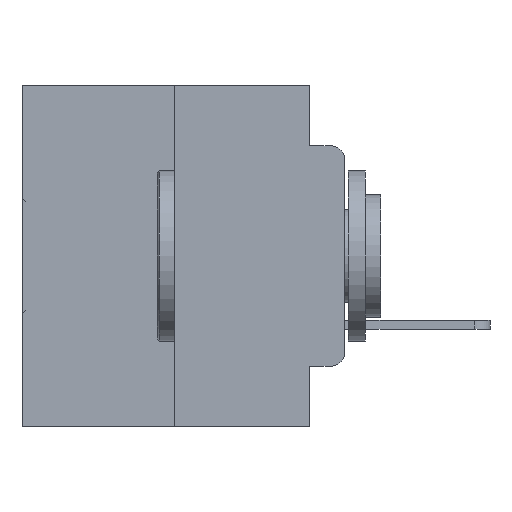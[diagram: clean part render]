
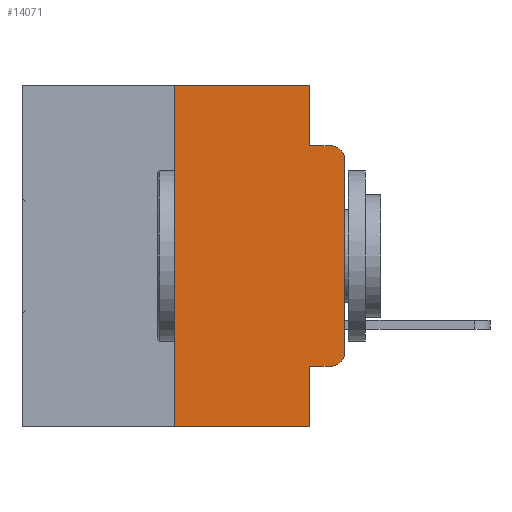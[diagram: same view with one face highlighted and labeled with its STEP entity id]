
A CAD part, left-side view. The second image highlights one B-rep face of the part: STEP entity #14071.
In plain terms, the highlighted planar face has unit normal (-1, 0, 0).
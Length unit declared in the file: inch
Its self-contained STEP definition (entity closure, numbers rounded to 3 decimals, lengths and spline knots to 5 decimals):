
#67 = CARTESIAN_POINT ( 'NONE',  ( 0., 0.02, -0.0885 ) ) ;
#82 = ORIENTED_EDGE ( 'NONE', *, *, #26202, .F. ) ;
#416 = CARTESIAN_POINT ( 'NONE',  ( 0., 0.051, 0. ) ) ;
#417 = EDGE_LOOP ( 'NONE', ( #5411, #7282, #5475, #5978, #5809, #5585, #7712, #82, #3379, #8146 ) ) ;
#450 = CARTESIAN_POINT ( 'NONE',  ( 0., 0.25, -0.5 ) ) ;
#1221 = VERTEX_POINT ( 'NONE', #14134 ) ;
#1477 = VERTEX_POINT ( 'NONE', #416 ) ;
#1816 = DIRECTION ( 'NONE',  ( 1., 0., 0. ) ) ;
#3379 = ORIENTED_EDGE ( 'NONE', *, *, #16684, .T. ) ;
#3977 = EDGE_CURVE ( 'NONE', #9594, #27088, #12919, .T. ) ;
#4326 = CARTESIAN_POINT ( 'NONE',  ( 0., 0.02, -0.1085 ) ) ;
#5356 = EDGE_CURVE ( 'NONE', #9594, #1221, #7563, .T. ) ;
#5411 = ORIENTED_EDGE ( 'NONE', *, *, #31546, .T. ) ;
#5475 = ORIENTED_EDGE ( 'NONE', *, *, #24126, .F. ) ;
#5585 = ORIENTED_EDGE ( 'NONE', *, *, #3977, .F. ) ;
#5809 = ORIENTED_EDGE ( 'NONE', *, *, #19850, .F. ) ;
#5924 = LINE ( 'NONE', #20513, #24939 ) ;
#5978 = ORIENTED_EDGE ( 'NONE', *, *, #12728, .F. ) ;
#6305 = LINE ( 'NONE', #24173, #11591 ) ;
#6815 = DIRECTION ( 'NONE',  ( 0., 0., -1. ) ) ;
#6860 = VECTOR ( 'NONE', #26365, 39.37008 ) ;
#7005 = DIRECTION ( 'NONE',  ( 0., 0., -1. ) ) ;
#7070 = CIRCLE ( 'NONE', #26726, 0.02 ) ;
#7282 = ORIENTED_EDGE ( 'NONE', *, *, #25637, .T. ) ;
#7563 = LINE ( 'NONE', #17710, #26312 ) ;
#7712 = ORIENTED_EDGE ( 'NONE', *, *, #5356, .T. ) ;
#7984 = CARTESIAN_POINT ( 'NONE',  ( 0., 0., -0.3915 ) ) ;
#8035 = DIRECTION ( 'NONE',  ( 0., 0., 1. ) ) ;
#8146 = ORIENTED_EDGE ( 'NONE', *, *, #15052, .T. ) ;
#8501 = CARTESIAN_POINT ( 'NONE',  ( 0., 0.051, -0.4115 ) ) ;
#9360 = CARTESIAN_POINT ( 'NONE',  ( 0., 0.25, 0. ) ) ;
#9594 = VERTEX_POINT ( 'NONE', #450 ) ;
#10492 = DIRECTION ( 'NONE',  ( 0., -1., 0. ) ) ;
#11251 = VECTOR ( 'NONE', #13943, 39.37008 ) ;
#11548 = VERTEX_POINT ( 'NONE', #8501 ) ;
#11591 = VECTOR ( 'NONE', #6815, 39.37008 ) ;
#12062 = LINE ( 'NONE', #23571, #11251 ) ;
#12287 = VECTOR ( 'NONE', #10492, 39.37008 ) ;
#12728 = EDGE_CURVE ( 'NONE', #1477, #14148, #6305, .T. ) ;
#12881 = CARTESIAN_POINT ( 'NONE',  ( 0., 0.02, -0.3915 ) ) ;
#12919 = LINE ( 'NONE', #9360, #6860 ) ;
#13088 = LINE ( 'NONE', #22768, #12287 ) ;
#13943 = DIRECTION ( 'NONE',  ( 0., -1., 0. ) ) ;
#14071 = ADVANCED_FACE ( 'NONE', ( #30473 ), #14825, .F. ) ;
#14134 = CARTESIAN_POINT ( 'NONE',  ( 0., 0.051, -0.5 ) ) ;
#14148 = VERTEX_POINT ( 'NONE', #22451 ) ;
#14229 = VERTEX_POINT ( 'NONE', #7984 ) ;
#14825 = PLANE ( 'NONE',  #27994 ) ;
#15052 = EDGE_CURVE ( 'NONE', #27092, #14229, #7070, .T. ) ;
#15126 = VERTEX_POINT ( 'NONE', #67 ) ;
#15416 = DIRECTION ( 'NONE',  ( 0., 0., -1. ) ) ;
#16178 = CARTESIAN_POINT ( 'NONE',  ( 0., 0.051, -0.4115 ) ) ;
#16684 = EDGE_CURVE ( 'NONE', #11548, #27092, #30909, .T. ) ;
#17566 = VERTEX_POINT ( 'NONE', #26574 ) ;
#17710 = CARTESIAN_POINT ( 'NONE',  ( 0., 0.473, -0.5 ) ) ;
#17918 = CARTESIAN_POINT ( 'NONE',  ( 0., 0.25, 0. ) ) ;
#18480 = DIRECTION ( 'NONE',  ( 0., 0., -1. ) ) ;
#18731 = VECTOR ( 'NONE', #30080, 39.37008 ) ;
#19746 = DIRECTION ( 'NONE',  ( 0., 0., -1. ) ) ;
#19850 = EDGE_CURVE ( 'NONE', #27088, #1477, #13088, .T. ) ;
#20513 = CARTESIAN_POINT ( 'NONE',  ( 0., 0., 0. ) ) ;
#21988 = DIRECTION ( 'NONE',  ( -1., 0., 0. ) ) ;
#22451 = CARTESIAN_POINT ( 'NONE',  ( 0., 0.051, -0.0885 ) ) ;
#22745 = CARTESIAN_POINT ( 'NONE',  ( 0., 0.02, -0.4115 ) ) ;
#22768 = CARTESIAN_POINT ( 'NONE',  ( 0., 0.473, 0. ) ) ;
#23298 = VECTOR ( 'NONE', #18480, 39.37008 ) ;
#23571 = CARTESIAN_POINT ( 'NONE',  ( 0., 0.051, -0.0885 ) ) ;
#24126 = EDGE_CURVE ( 'NONE', #14148, #15126, #12062, .T. ) ;
#24173 = CARTESIAN_POINT ( 'NONE',  ( 0., 0.051, 0. ) ) ;
#24893 = DIRECTION ( 'NONE',  ( 0., -1., 0. ) ) ;
#24939 = VECTOR ( 'NONE', #8035, 39.37008 ) ;
#25500 = CARTESIAN_POINT ( 'NONE',  ( 0., 0.051, 0. ) ) ;
#25637 = EDGE_CURVE ( 'NONE', #17566, #15126, #31689, .T. ) ;
#26202 = EDGE_CURVE ( 'NONE', #11548, #1221, #29960, .T. ) ;
#26312 = VECTOR ( 'NONE', #24893, 39.37008 ) ;
#26365 = DIRECTION ( 'NONE',  ( 0., 0., 1. ) ) ;
#26574 = CARTESIAN_POINT ( 'NONE',  ( 0., 0., -0.1085 ) ) ;
#26726 = AXIS2_PLACEMENT_3D ( 'NONE', #12881, #29394, #15416 ) ;
#27088 = VERTEX_POINT ( 'NONE', #17918 ) ;
#27092 = VERTEX_POINT ( 'NONE', #22745 ) ;
#27456 = AXIS2_PLACEMENT_3D ( 'NONE', #4326, #21988, #7005 ) ;
#27994 = AXIS2_PLACEMENT_3D ( 'NONE', #31081, #1816, #19746 ) ;
#29394 = DIRECTION ( 'NONE',  ( -1., 0., 0. ) ) ;
#29960 = LINE ( 'NONE', #25500, #23298 ) ;
#30080 = DIRECTION ( 'NONE',  ( 0., -1., 0. ) ) ;
#30473 = FACE_OUTER_BOUND ( 'NONE', #417, .T. ) ;
#30909 = LINE ( 'NONE', #16178, #18731 ) ;
#31081 = CARTESIAN_POINT ( 'NONE',  ( 0., 0.473, 0. ) ) ;
#31546 = EDGE_CURVE ( 'NONE', #14229, #17566, #5924, .T. ) ;
#31689 = CIRCLE ( 'NONE', #27456, 0.02 ) ;
